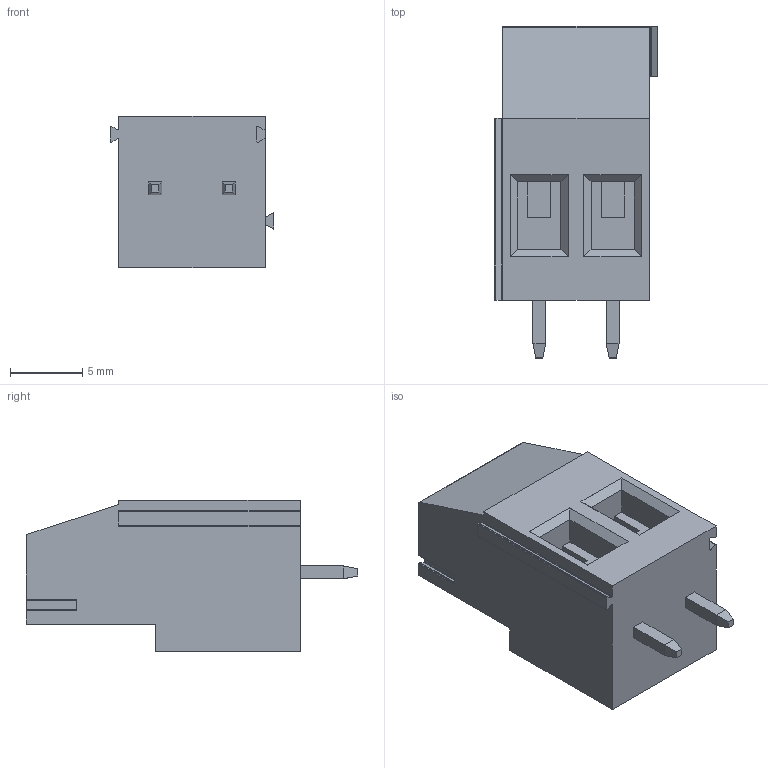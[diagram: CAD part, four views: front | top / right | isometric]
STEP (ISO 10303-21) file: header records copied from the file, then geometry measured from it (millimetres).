
FILE_DESCRIPTION(('STEP AP214'),'1');
FILE_NAME('terminal_blocks_a-tb508vj02h.stp','2020-03-13T16:21:06',('TraceParts'),('TraceParts S.A.'),'Spatial InterOp 3D',' ',' ');
FILE_SCHEMA(('AUTOMOTIVE_DESIGN { 1 0 10303 214 1 1 1 1 }'));
Length unit declared in the file: millimetre
Products named in the file (1): terminal_blocks_a-tb508vj02h
Bounding box: 11.36 x 23 x 10.5 mm (x, y, z)
Volume: 1599.5 mm3; surface area: 1252.9 mm2
Topology: 1 solids, 1 shells, 165 faces, 439 edges, 286 vertices
Faces by surface type: plane 157, cylinder 8
Entity records: 6345 total; most frequent: CARTESIAN_POINT 891, ORIENTED_EDGE 878, DIRECTION 787, EDGE_CURVE 439, LINE 423, VECTOR 423, VERTEX_POINT 286, AXIS2_PLACEMENT_3D 182
